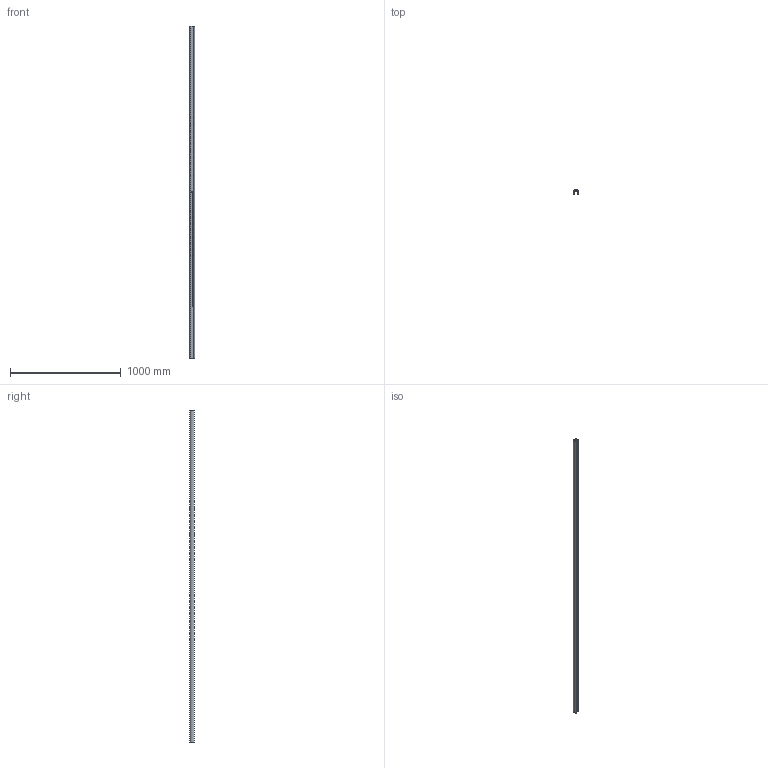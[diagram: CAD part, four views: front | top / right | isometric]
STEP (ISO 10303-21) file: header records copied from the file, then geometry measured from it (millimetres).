
FILE_DESCRIPTION (( 'STEP AP203' ), '1' );
FILE_NAME ('60331-2403M.step', '2022-06-27T14:24:59', ( '' ), ( '' ), 'SwSTEP 2.0', 'SolidWorks 2018', '' );
FILE_SCHEMA (( 'CONFIG_CONTROL_DESIGN' ));
Length unit declared in the file: millimetre
Products named in the file (1): 60331-2403M
Bounding box: 48.24 x 41.94 x 3000 mm (x, y, z)
Volume: 906948.8 mm3; surface area: 1209884.8 mm2
Topology: 1 solids, 1 shells, 318 faces, 867 edges, 578 vertices
Faces by surface type: plane 165, bspline 143, cylinder 10
Entity records: 17026 total; most frequent: CARTESIAN_POINT 9859, ORIENTED_EDGE 1734, DIRECTION 953, EDGE_CURVE 867, VERTEX_POINT 578, LINE 561, VECTOR 561, EDGE_LOOP 347
